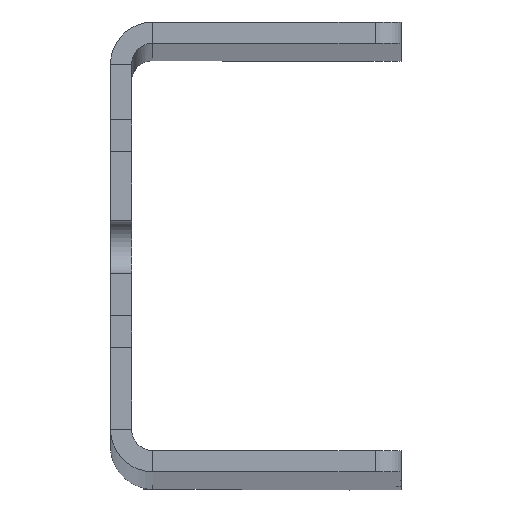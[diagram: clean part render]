
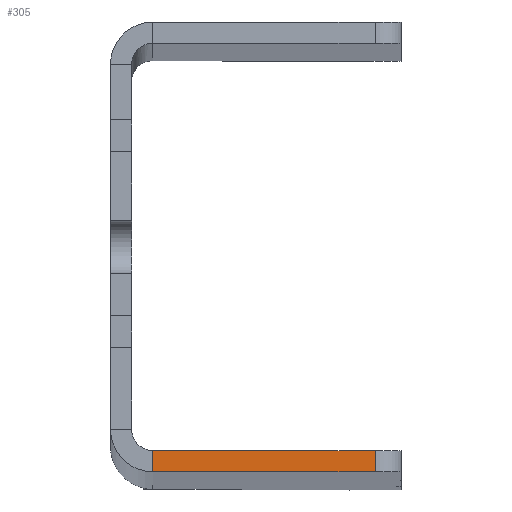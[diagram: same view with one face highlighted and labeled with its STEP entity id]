
A CAD part, top view. The second image highlights one B-rep face of the part: STEP entity #305.
In plain terms, the highlighted planar face has unit normal (0, 0, 1).
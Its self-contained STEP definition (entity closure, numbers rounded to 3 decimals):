
#65 = ORIENTED_EDGE ( 'NONE', *, *, #1092, .F. ) ;
#80 = VERTEX_POINT ( 'NONE', #2291 ) ;
#125 = LINE ( 'NONE', #367, #3382 ) ;
#129 = LINE ( 'NONE', #142, #3080 ) ;
#142 = CARTESIAN_POINT ( 'NONE',  ( 0., -1170.305, 1260.5 ) ) ;
#166 = VERTEX_POINT ( 'NONE', #1550 ) ;
#305 = ADVANCED_FACE ( 'NONE', ( #2701 ), #2954, .T. ) ;
#367 = CARTESIAN_POINT ( 'NONE',  ( -950., -1170.305, 1260.5 ) ) ;
#436 = VECTOR ( 'NONE', #1827, 1000. ) ;
#506 = EDGE_CURVE ( 'NONE', #3059, #166, #129, .T. ) ;
#754 = EDGE_CURVE ( 'NONE', #80, #3421, #1106, .T. ) ;
#810 = EDGE_CURVE ( 'NONE', #3421, #166, #125, .T. ) ;
#813 = CARTESIAN_POINT ( 'NONE',  ( -992., -1170.305, 1260.5 ) ) ;
#824 = CARTESIAN_POINT ( 'NONE',  ( 0., -1174.305, 1260.5 ) ) ;
#1039 = CARTESIAN_POINT ( 'NONE',  ( -950., -1174.305, 1260.5 ) ) ;
#1068 = DIRECTION ( 'NONE',  ( 0., 1., 0. ) ) ;
#1092 = EDGE_CURVE ( 'NONE', #80, #3059, #1343, .T. ) ;
#1106 = LINE ( 'NONE', #824, #436 ) ;
#1108 = DIRECTION ( 'NONE',  ( 0., 0., 1. ) ) ;
#1194 = DIRECTION ( 'NONE',  ( 1., 0., 0. ) ) ;
#1343 = LINE ( 'NONE', #1557, #3164 ) ;
#1550 = CARTESIAN_POINT ( 'NONE',  ( -950., -1170.305, 1260.5 ) ) ;
#1557 = CARTESIAN_POINT ( 'NONE',  ( -992., -1170.305, 1260.5 ) ) ;
#1821 = ORIENTED_EDGE ( 'NONE', *, *, #754, .T. ) ;
#1827 = DIRECTION ( 'NONE',  ( 1., 0., 0. ) ) ;
#1863 = CARTESIAN_POINT ( 'NONE',  ( 0., -1170.305, 1260.5 ) ) ;
#2291 = CARTESIAN_POINT ( 'NONE',  ( -992., -1174.305, 1260.5 ) ) ;
#2701 = FACE_OUTER_BOUND ( 'NONE', #3330, .T. ) ;
#2909 = ORIENTED_EDGE ( 'NONE', *, *, #506, .F. ) ;
#2942 = DIRECTION ( 'NONE',  ( 1., 0., 0. ) ) ;
#2954 = PLANE ( 'NONE',  #3361 ) ;
#2999 = ORIENTED_EDGE ( 'NONE', *, *, #810, .T. ) ;
#3059 = VERTEX_POINT ( 'NONE', #813 ) ;
#3080 = VECTOR ( 'NONE', #1194, 1000. ) ;
#3164 = VECTOR ( 'NONE', #1068, 1000. ) ;
#3260 = DIRECTION ( 'NONE',  ( 0., 1., 0. ) ) ;
#3330 = EDGE_LOOP ( 'NONE', ( #65, #1821, #2999, #2909 ) ) ;
#3361 = AXIS2_PLACEMENT_3D ( 'NONE', #1863, #1108, #2942 ) ;
#3382 = VECTOR ( 'NONE', #3260, 1000. ) ;
#3421 = VERTEX_POINT ( 'NONE', #1039 ) ;
